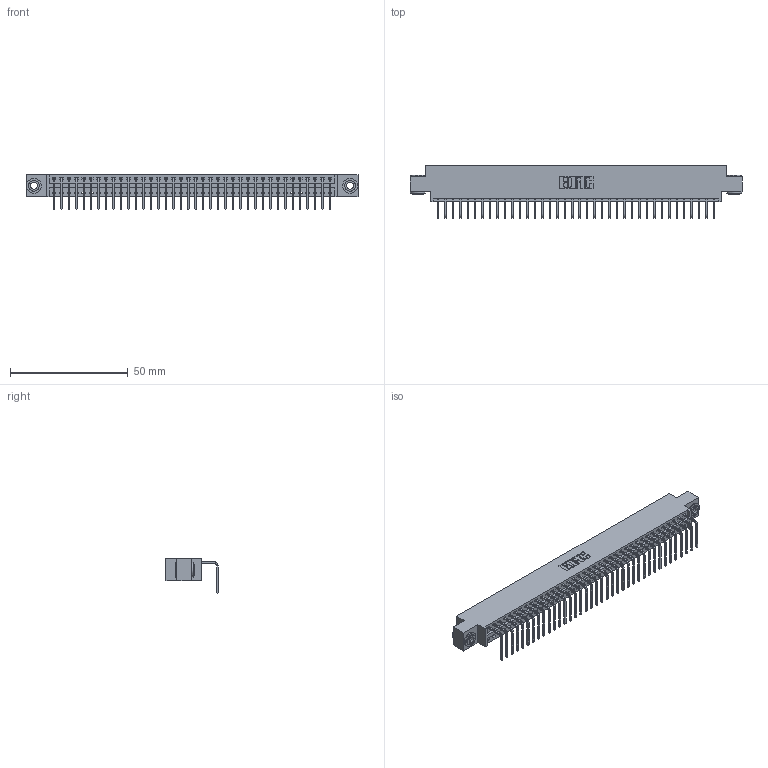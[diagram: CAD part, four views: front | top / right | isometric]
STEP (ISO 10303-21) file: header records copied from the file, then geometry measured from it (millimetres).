
FILE_DESCRIPTION (( 'STEP AP203' ), '1' );
FILE_NAME ('346-038-558-603.STEP', '2022-05-07T05:42:03', ( '' ), ( '' ), 'SwSTEP 2.0', 'SolidWorks 2020', '' );
FILE_SCHEMA (( 'CONFIG_CONTROL_DESIGN' ));
Length unit declared in the file: inch
Products named in the file (4): 346-038-558-603; 345-250-002_345-250-002-102; 346 Part_0.170 Offset - 0.156 Dia-TH; 345-292-001_558 Tail - 2
Assembly tree (41 placements, depth 2):
  346-038-558-603
    346 Part_0.170 Offset - 0.156 Dia-TH
    345-292-001_558 Tail - 2  x38
    345-250-002_345-250-002-102  x2
Bounding box: 141.22 x 22.16 x 14.73 mm (x, y, z)
Volume: 13464 mm3; surface area: 17952.2 mm2
Topology: 41 solids, 41 shells, 2458 faces, 7369 edges, 4858 vertices
Faces by surface type: plane 1700, cylinder 750, cone 8
Entity records: 25404 total; most frequent: CARTESIAN_POINT 4339, ORIENTED_EDGE 4302, DIRECTION 3861, EDGE_CURVE 2151, LINE 1843, VECTOR 1843, VERTEX_POINT 1430, AXIS2_PLACEMENT_3D 1009
